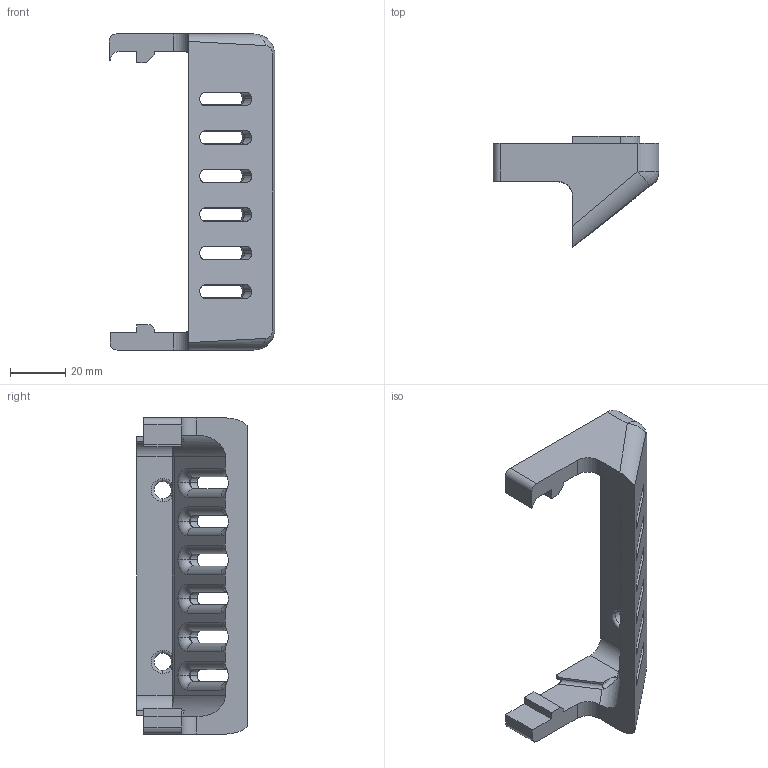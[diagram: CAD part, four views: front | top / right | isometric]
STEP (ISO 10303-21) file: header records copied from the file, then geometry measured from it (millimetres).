
FILE_DESCRIPTION (( 'STEP AP214' ), '1' );
FILE_NAME ('MicroBeta_ElectronicsCaseBase_v2.STEP', '2021-09-09T02:07:29', ( '' ), ( '' ), 'SwSTEP 2.0', 'SolidWorks 2021', '' );
FILE_SCHEMA (( 'AUTOMOTIVE_DESIGN' ));
Length unit declared in the file: inch
Products named in the file (1): MicroBeta_ElectronicsCaseBase_v2
Bounding box: 60.06 x 40.09 x 114.55 mm (x, y, z)
Volume: 45315.8 mm3; surface area: 18576.5 mm2
Topology: 1 solids, 1 shells, 160 faces, 444 edges, 274 vertices
Faces by surface type: plane 49, torus 48, cylinder 35, cone 18, bspline 6, sphere 4
Entity records: 6154 total; most frequent: CARTESIAN_POINT 2013, DIRECTION 892, ORIENTED_EDGE 884, EDGE_CURVE 442, AXIS2_PLACEMENT_3D 347, VERTEX_POINT 274, VECTOR 198, LINE 198
